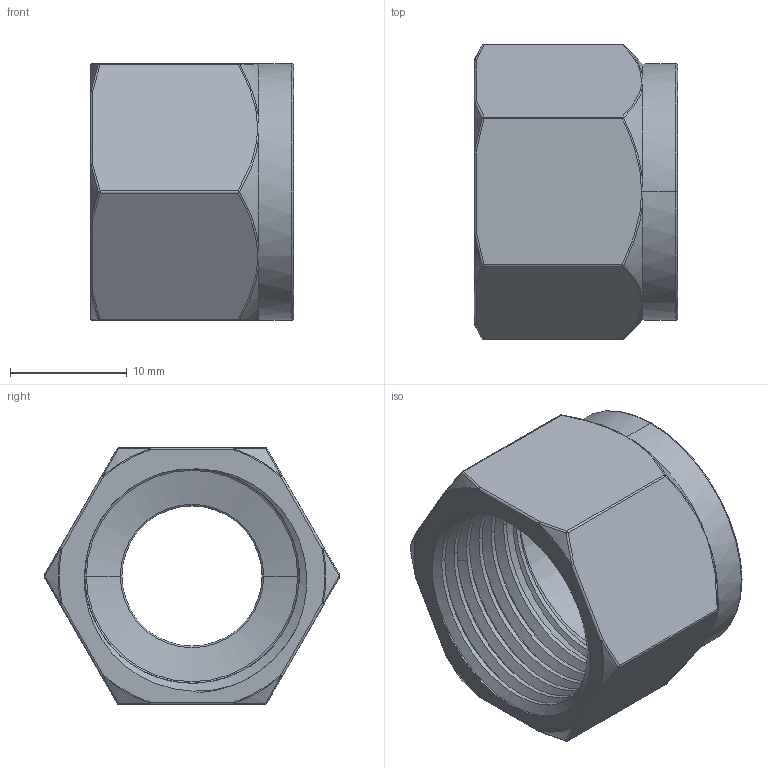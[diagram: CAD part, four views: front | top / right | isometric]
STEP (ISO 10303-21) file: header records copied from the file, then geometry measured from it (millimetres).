
FILE_DESCRIPTION((''),'2;1');
FILE_NAME('001_TUBE_NUT','2025-06-20T14:35:48',('Administrator'),(''),'CREO PARAMETRIC BY PTC INC, 2020414','CREO PARAMETRIC BY PTC INC, 2020414','');
FILE_SCHEMA(('AUTOMOTIVE_DESIGN { 1 0 10303 214 1 1 1 1 }'));
Length unit declared in the file: millimetre
Products named in the file (1): 001_TUBE_NUT
Bounding box: 17.4 x 25.35 x 22 mm (x, y, z)
Volume: 2852.9 mm3; surface area: 3128.5 mm2
Topology: 1 solids, 1 shells, 127 faces, 284 edges, 167 vertices
Faces by surface type: bspline 33, cylinder 31, sphere 24, cone 17, torus 14, plane 8
Entity records: 7616 total; most frequent: CARTESIAN_POINT 4884, ORIENTED_EDGE 556, DIRECTION 487, EDGE_CURVE 278, AXIS2_PLACEMENT_3D 214, VERTEX_POINT 153, EDGE_LOOP 129, FACE_OUTER_BOUND 127
